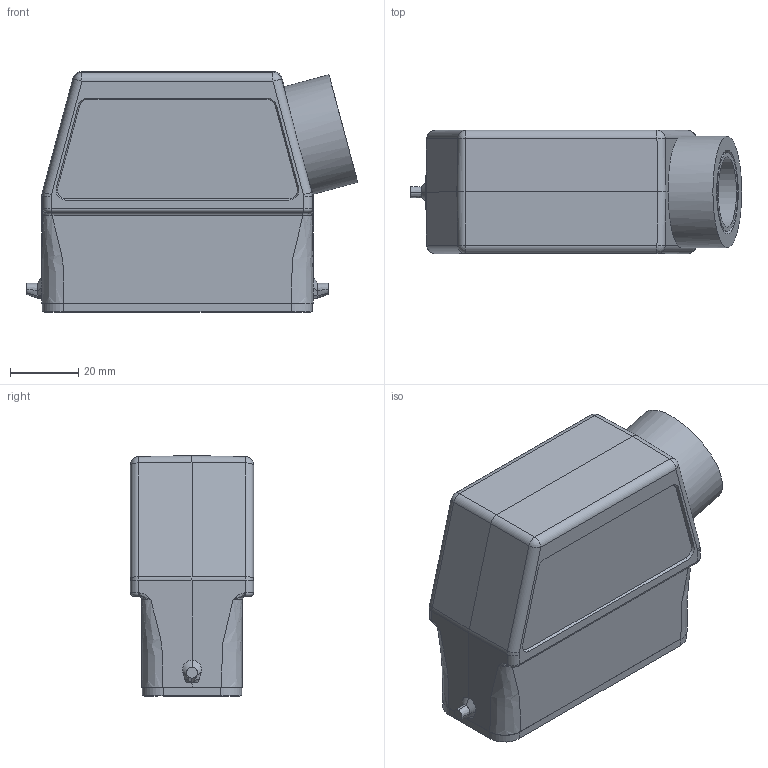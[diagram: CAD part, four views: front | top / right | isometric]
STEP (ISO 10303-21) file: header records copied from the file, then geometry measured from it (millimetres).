
FILE_DESCRIPTION((''),'2;1');
FILE_NAME('05200160561.stp','2020-07-07T16:11:40',('e.eickhoff'),(''),'Autodesk Inventor 2012','Autodesk Inventor 2012','');
FILE_SCHEMA(('AUTOMOTIVE_DESIGN { 1 0 10303 214 1 1 1 1 }'));
Length unit declared in the file: millimetre
Products named in the file (3): 05200160561; M20-PG16 Adapter
Assembly tree (2 placements, depth 2):
  05200160561
    05200160561
    M20-PG16 Adapter
Bounding box: 96.81 x 36 x 70.3 mm (x, y, z)
Volume: 73056.6 mm3; surface area: 36676.8 mm2
Topology: 2 solids, 2 shells, 411 faces, 1233 edges, 1046 vertices
Faces by surface type: plane 195, cylinder 107, bspline 78, cone 19, torus 8, sphere 4
Full cylindrical faces by diameter (mm): 3 x4, 18.5 x1, 20.5 x1, 22.5 x1, 23 x1, 32.5 x1
Entity records: 16798 total; most frequent: CARTESIAN_POINT 5894, DIRECTION 2039, ORIENTED_EDGE 1978, EDGE_CURVE 989, VECTOR 713, LINE 713, AXIS2_PLACEMENT_3D 663, VERTEX_POINT 625
